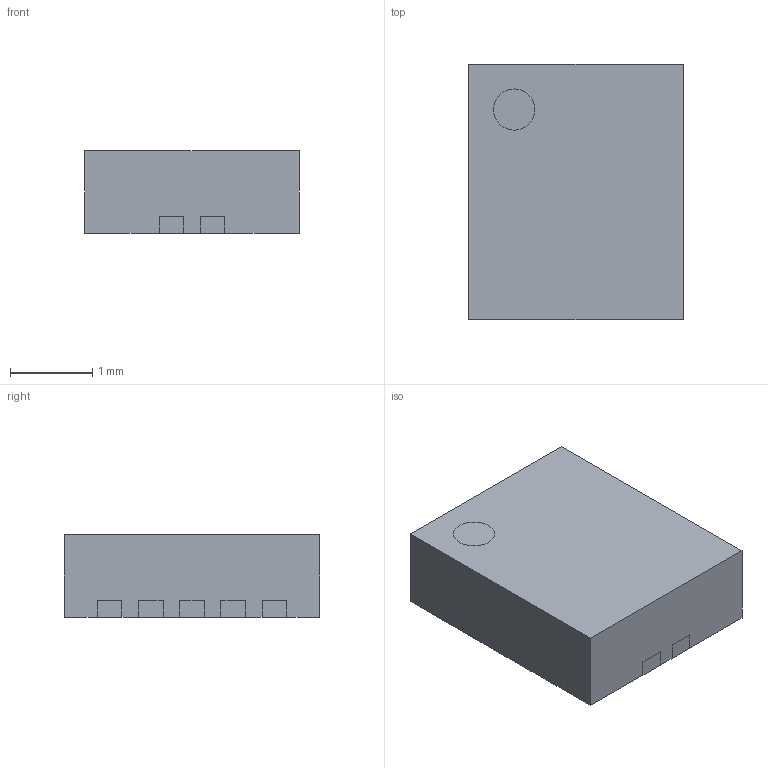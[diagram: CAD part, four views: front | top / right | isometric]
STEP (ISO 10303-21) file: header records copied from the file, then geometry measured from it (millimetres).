
FILE_DESCRIPTION((''),'2;1');
FILE_NAME('QFN50P250X300X100-15N-R115X165.stp','2015-10-26T11:59:36',(''),(''),'Mechanical Desktop 2011','Mechanical Desktop 2011',', , ');
FILE_SCHEMA(('AUTOMOTIVE_DESIGN { 1 2 10303 214 1 1 1 1 }'));
Length unit declared in the file: millimetre
Products named in the file (1): Product
Bounding box: 2.6 x 3.1 x 1 mm (x, y, z)
Volume: 8.1 mm3; surface area: 42.9 mm2
Topology: 17 solids, 17 shells, 164 faces, 384 edges, 256 vertices
Faces by surface type: bspline 81, plane 65, cylinder 18
Entity records: 4877 total; most frequent: CARTESIAN_POINT 1244, ORIENTED_EDGE 768, DIRECTION 616, EDGE_CURVE 384, VECTOR 320, LINE 320, VERTEX_POINT 256, EDGE_LOOP 166
